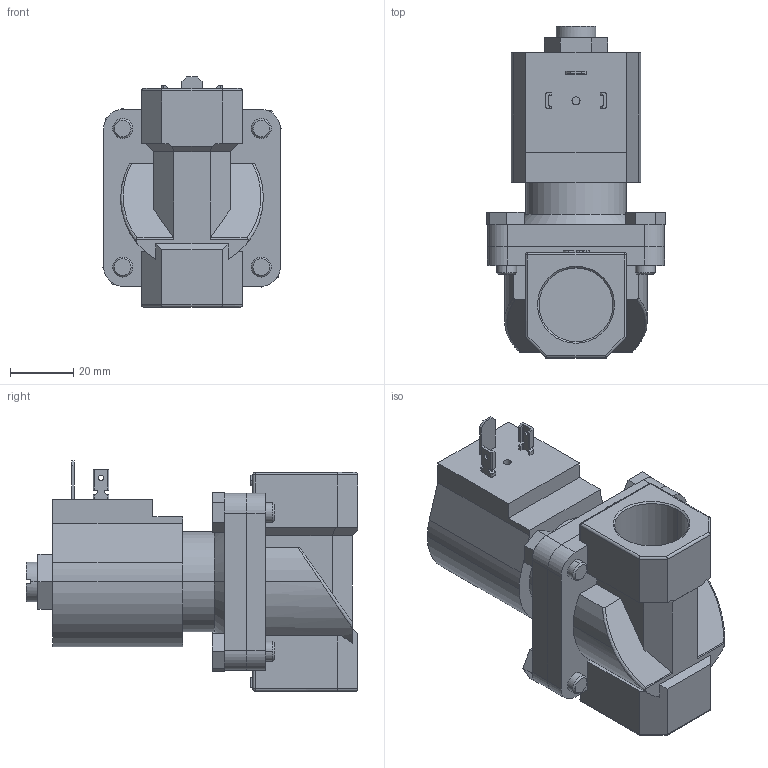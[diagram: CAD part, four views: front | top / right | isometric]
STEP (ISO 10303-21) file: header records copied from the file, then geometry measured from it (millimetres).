
FILE_DESCRIPTION (( 'STEP AP203' ), '1' );
FILE_NAME ('NS201YF24C7EG5.step', '2022-03-01T17:16:29', ( '' ), ( '' ), 'SwSTEP 2.0', 'SolidWorks 2021', '' );
FILE_SCHEMA (( 'CONFIG_CONTROL_DESIGN' ));
Length unit declared in the file: inch
Products named in the file (1): NS201YF24C7EG5
Bounding box: 56.77 x 105.16 x 73.03 mm (x, y, z)
Volume: 169192 mm3; surface area: 43301.9 mm2
Topology: 11 solids, 11 shells, 332 faces, 842 edges, 546 vertices
Faces by surface type: plane 198, cylinder 99, bspline 17, cone 14, sphere 4
Entity records: 11218 total; most frequent: CARTESIAN_POINT 3151, ORIENTED_EDGE 1676, DIRECTION 1590, EDGE_CURVE 838, VECTOR 584, LINE 584, VERTEX_POINT 546, AXIS2_PLACEMENT_3D 503
